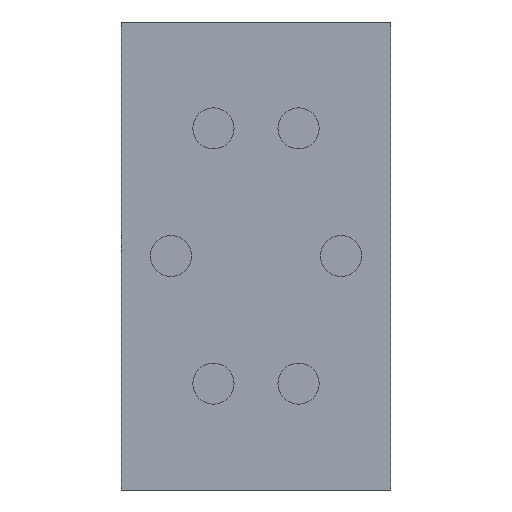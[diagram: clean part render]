
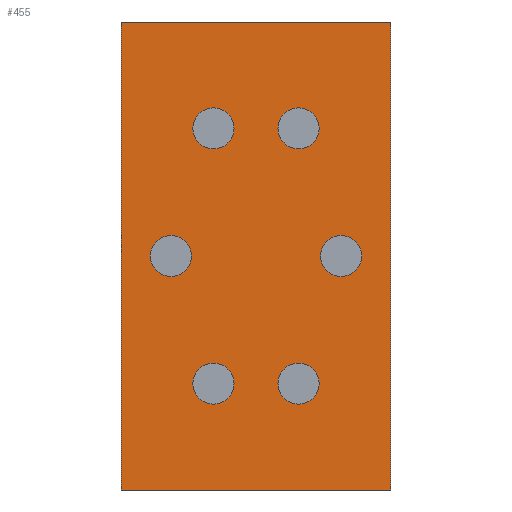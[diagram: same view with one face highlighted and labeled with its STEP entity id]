
A CAD part, front view. The second image highlights one B-rep face of the part: STEP entity #455.
In plain terms, the highlighted planar face has unit normal (0, -1, 0).
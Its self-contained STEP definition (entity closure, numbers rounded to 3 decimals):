
#15=FACE_BOUND('',#91,.T.);
#16=FACE_BOUND('',#92,.T.);
#17=FACE_BOUND('',#93,.T.);
#18=FACE_BOUND('',#94,.T.);
#19=FACE_BOUND('',#95,.T.);
#20=FACE_BOUND('',#96,.T.);
#36=PLANE('',#536);
#63=FACE_OUTER_BOUND('',#90,.T.);
#90=EDGE_LOOP('',(#382,#383,#384,#385));
#91=EDGE_LOOP('',(#386,#387));
#92=EDGE_LOOP('',(#388,#389));
#93=EDGE_LOOP('',(#390,#391));
#94=EDGE_LOOP('',(#392,#393));
#95=EDGE_LOOP('',(#394,#395));
#96=EDGE_LOOP('',(#396,#397));
#122=LINE('',#815,#151);
#123=LINE('',#817,#152);
#124=LINE('',#819,#153);
#125=LINE('',#820,#154);
#151=VECTOR('',#678,10.);
#152=VECTOR('',#679,10.);
#153=VECTOR('',#680,10.);
#154=VECTOR('',#681,10.);
#159=CIRCLE('',#481,1.45);
#160=CIRCLE('',#482,1.45);
#163=CIRCLE('',#487,1.45);
#164=CIRCLE('',#488,1.45);
#167=CIRCLE('',#493,1.45);
#168=CIRCLE('',#494,1.45);
#171=CIRCLE('',#499,1.45);
#172=CIRCLE('',#500,1.45);
#175=CIRCLE('',#505,1.45);
#176=CIRCLE('',#506,1.45);
#179=CIRCLE('',#511,1.45);
#180=CIRCLE('',#512,1.45);
#189=VERTEX_POINT('',#696);
#190=VERTEX_POINT('',#697);
#193=VERTEX_POINT('',#707);
#194=VERTEX_POINT('',#708);
#197=VERTEX_POINT('',#718);
#198=VERTEX_POINT('',#719);
#201=VERTEX_POINT('',#729);
#202=VERTEX_POINT('',#730);
#205=VERTEX_POINT('',#740);
#206=VERTEX_POINT('',#741);
#209=VERTEX_POINT('',#751);
#210=VERTEX_POINT('',#752);
#229=VERTEX_POINT('',#813);
#230=VERTEX_POINT('',#814);
#231=VERTEX_POINT('',#816);
#232=VERTEX_POINT('',#818);
#233=EDGE_CURVE('',#189,#190,#159,.T.);
#234=EDGE_CURVE('',#190,#189,#160,.T.);
#238=EDGE_CURVE('',#193,#194,#163,.T.);
#239=EDGE_CURVE('',#194,#193,#164,.T.);
#243=EDGE_CURVE('',#197,#198,#167,.T.);
#244=EDGE_CURVE('',#198,#197,#168,.T.);
#248=EDGE_CURVE('',#201,#202,#171,.T.);
#249=EDGE_CURVE('',#202,#201,#172,.T.);
#253=EDGE_CURVE('',#205,#206,#175,.T.);
#254=EDGE_CURVE('',#206,#205,#176,.T.);
#258=EDGE_CURVE('',#209,#210,#179,.T.);
#259=EDGE_CURVE('',#210,#209,#180,.T.);
#288=EDGE_CURVE('',#229,#230,#122,.T.);
#289=EDGE_CURVE('',#231,#229,#123,.T.);
#290=EDGE_CURVE('',#232,#231,#124,.T.);
#291=EDGE_CURVE('',#230,#232,#125,.T.);
#382=ORIENTED_EDGE('',*,*,#288,.F.);
#383=ORIENTED_EDGE('',*,*,#289,.F.);
#384=ORIENTED_EDGE('',*,*,#290,.F.);
#385=ORIENTED_EDGE('',*,*,#291,.F.);
#386=ORIENTED_EDGE('',*,*,#233,.T.);
#387=ORIENTED_EDGE('',*,*,#234,.T.);
#388=ORIENTED_EDGE('',*,*,#238,.T.);
#389=ORIENTED_EDGE('',*,*,#239,.T.);
#390=ORIENTED_EDGE('',*,*,#243,.T.);
#391=ORIENTED_EDGE('',*,*,#244,.T.);
#392=ORIENTED_EDGE('',*,*,#248,.T.);
#393=ORIENTED_EDGE('',*,*,#249,.T.);
#394=ORIENTED_EDGE('',*,*,#253,.T.);
#395=ORIENTED_EDGE('',*,*,#254,.T.);
#396=ORIENTED_EDGE('',*,*,#258,.T.);
#397=ORIENTED_EDGE('',*,*,#259,.T.);
#455=ADVANCED_FACE('',(#63,#15,#16,#17,#18,#19,#20),#36,.F.);
#481=AXIS2_PLACEMENT_3D('',#698,#545,#546);
#482=AXIS2_PLACEMENT_3D('',#699,#547,#548);
#487=AXIS2_PLACEMENT_3D('',#709,#558,#559);
#488=AXIS2_PLACEMENT_3D('',#710,#560,#561);
#493=AXIS2_PLACEMENT_3D('',#720,#571,#572);
#494=AXIS2_PLACEMENT_3D('',#721,#573,#574);
#499=AXIS2_PLACEMENT_3D('',#731,#584,#585);
#500=AXIS2_PLACEMENT_3D('',#732,#586,#587);
#505=AXIS2_PLACEMENT_3D('',#742,#597,#598);
#506=AXIS2_PLACEMENT_3D('',#743,#599,#600);
#511=AXIS2_PLACEMENT_3D('',#753,#610,#611);
#512=AXIS2_PLACEMENT_3D('',#754,#612,#613);
#536=AXIS2_PLACEMENT_3D('',#812,#676,#677);
#545=DIRECTION('center_axis',(0.,1.,0.));
#546=DIRECTION('ref_axis',(-1.,0.,0.));
#547=DIRECTION('center_axis',(0.,1.,0.));
#548=DIRECTION('ref_axis',(-1.,0.,0.));
#558=DIRECTION('center_axis',(0.,1.,0.));
#559=DIRECTION('ref_axis',(-1.,0.,0.));
#560=DIRECTION('center_axis',(0.,1.,0.));
#561=DIRECTION('ref_axis',(-1.,0.,0.));
#571=DIRECTION('center_axis',(0.,1.,0.));
#572=DIRECTION('ref_axis',(-1.,0.,0.));
#573=DIRECTION('center_axis',(0.,1.,0.));
#574=DIRECTION('ref_axis',(-1.,0.,0.));
#584=DIRECTION('center_axis',(0.,1.,0.));
#585=DIRECTION('ref_axis',(-1.,0.,0.));
#586=DIRECTION('center_axis',(0.,1.,0.));
#587=DIRECTION('ref_axis',(-1.,0.,0.));
#597=DIRECTION('center_axis',(0.,1.,0.));
#598=DIRECTION('ref_axis',(-1.,0.,0.));
#599=DIRECTION('center_axis',(0.,1.,0.));
#600=DIRECTION('ref_axis',(-1.,0.,0.));
#610=DIRECTION('center_axis',(0.,1.,0.));
#611=DIRECTION('ref_axis',(-1.,0.,0.));
#612=DIRECTION('center_axis',(0.,1.,0.));
#613=DIRECTION('ref_axis',(-1.,0.,0.));
#676=DIRECTION('center_axis',(0.,1.,0.));
#677=DIRECTION('ref_axis',(0.,0.,1.));
#678=DIRECTION('',(1.,0.,0.));
#679=DIRECTION('',(0.,0.,1.));
#680=DIRECTION('',(-1.,0.,0.));
#681=DIRECTION('',(0.,0.,-1.));
#696=CARTESIAN_POINT('',(2.05,0.,-16.5));
#697=CARTESIAN_POINT('',(4.95,0.,-16.5));
#698=CARTESIAN_POINT('Origin',(3.5,0.,-16.5));
#699=CARTESIAN_POINT('Origin',(3.5,0.,-16.5));
#707=CARTESIAN_POINT('',(11.05,0.,-25.5));
#708=CARTESIAN_POINT('',(13.95,0.,-25.5));
#709=CARTESIAN_POINT('Origin',(12.5,0.,-25.5));
#710=CARTESIAN_POINT('Origin',(12.5,0.,-25.5));
#718=CARTESIAN_POINT('',(5.05,0.,-7.5));
#719=CARTESIAN_POINT('',(7.95,0.,-7.5));
#720=CARTESIAN_POINT('Origin',(6.5,0.,-7.5));
#721=CARTESIAN_POINT('Origin',(6.5,0.,-7.5));
#729=CARTESIAN_POINT('',(14.05,0.,-16.5));
#730=CARTESIAN_POINT('',(16.95,0.,-16.5));
#731=CARTESIAN_POINT('Origin',(15.5,0.,-16.5));
#732=CARTESIAN_POINT('Origin',(15.5,0.,-16.5));
#740=CARTESIAN_POINT('',(5.05,0.,-25.5));
#741=CARTESIAN_POINT('',(7.95,0.,-25.5));
#742=CARTESIAN_POINT('Origin',(6.5,0.,-25.5));
#743=CARTESIAN_POINT('Origin',(6.5,0.,-25.5));
#751=CARTESIAN_POINT('',(11.05,0.,-7.5));
#752=CARTESIAN_POINT('',(13.95,0.,-7.5));
#753=CARTESIAN_POINT('Origin',(12.5,0.,-7.5));
#754=CARTESIAN_POINT('Origin',(12.5,0.,-7.5));
#812=CARTESIAN_POINT('Origin',(9.5,0.,-16.5));
#813=CARTESIAN_POINT('',(0.,0.,0.));
#814=CARTESIAN_POINT('',(19.,0.,0.));
#815=CARTESIAN_POINT('',(0.,0.,0.));
#816=CARTESIAN_POINT('',(0.,0.,-33.));
#817=CARTESIAN_POINT('',(0.,0.,-33.));
#818=CARTESIAN_POINT('',(19.,0.,-33.));
#819=CARTESIAN_POINT('',(19.,0.,-33.));
#820=CARTESIAN_POINT('',(19.,0.,0.));
